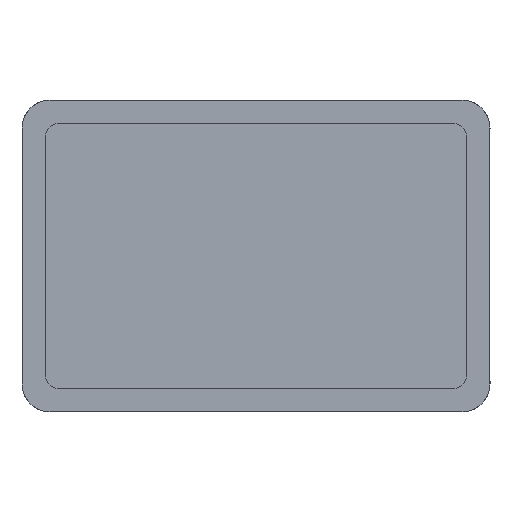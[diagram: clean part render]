
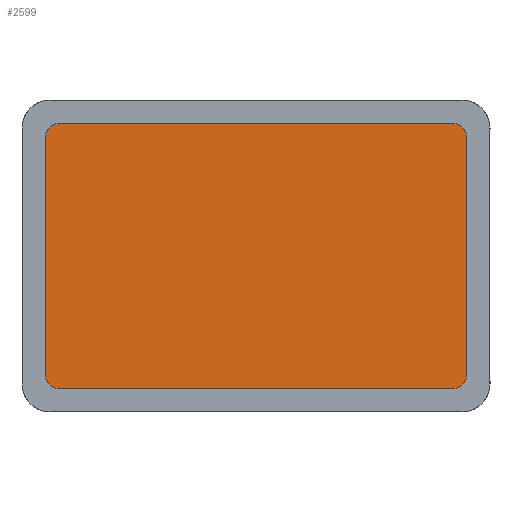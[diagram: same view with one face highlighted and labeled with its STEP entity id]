
A CAD part, front view. The second image highlights one B-rep face of the part: STEP entity #2599.
In plain terms, the highlighted planar face has unit normal (0, -1, 0).
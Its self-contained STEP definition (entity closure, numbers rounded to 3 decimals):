
#208 = VERTEX_POINT ( 'NONE', #14989 ) ;
#250 = DIRECTION ( 'NONE',  ( -1., 0., 0. ) ) ;
#305 = DIRECTION ( 'NONE',  ( 0., 0., 1. ) ) ;
#360 = ORIENTED_EDGE ( 'NONE', *, *, #8471, .F. ) ;
#397 = DIRECTION ( 'NONE',  ( 0., 0., -1. ) ) ;
#493 = CARTESIAN_POINT ( 'NONE',  ( -126., 0., -76. ) ) ;
#950 = VERTEX_POINT ( 'NONE', #1979 ) ;
#982 = DIRECTION ( 'NONE',  ( 0., 1., 0. ) ) ;
#1290 = DIRECTION ( 'NONE',  ( 0., 1., 0. ) ) ;
#1297 = VECTOR ( 'NONE', #397, 1000. ) ;
#1320 = CARTESIAN_POINT ( 'NONE',  ( -126., 0., -85. ) ) ;
#1552 = ORIENTED_EDGE ( 'NONE', *, *, #7210, .F. ) ;
#1722 = FACE_OUTER_BOUND ( 'NONE', #11974, .T. ) ;
#1744 = LINE ( 'NONE', #9262, #4644 ) ;
#1979 = CARTESIAN_POINT ( 'NONE',  ( -135., 0., 76. ) ) ;
#2319 = CARTESIAN_POINT ( 'NONE',  ( 135., 0., 76. ) ) ;
#2599 = ADVANCED_FACE ( 'NONE', ( #1722 ), #7934, .F. ) ;
#2708 = CARTESIAN_POINT ( 'NONE',  ( -126., 0., 76. ) ) ;
#2731 = ORIENTED_EDGE ( 'NONE', *, *, #13694, .F. ) ;
#2837 = ORIENTED_EDGE ( 'NONE', *, *, #9684, .F. ) ;
#2962 = DIRECTION ( 'NONE',  ( 1., 0., 0. ) ) ;
#3236 = CARTESIAN_POINT ( 'NONE',  ( 126., 0., -85. ) ) ;
#3997 = VERTEX_POINT ( 'NONE', #13776 ) ;
#4098 = DIRECTION ( 'NONE',  ( 0., 1., 0. ) ) ;
#4206 = VERTEX_POINT ( 'NONE', #2319 ) ;
#4514 = EDGE_CURVE ( 'NONE', #3997, #5417, #1744, .T. ) ;
#4644 = VECTOR ( 'NONE', #2962, 1000. ) ;
#5054 = DIRECTION ( 'NONE',  ( 0., 0., 1. ) ) ;
#5277 = VERTEX_POINT ( 'NONE', #3236 ) ;
#5287 = VERTEX_POINT ( 'NONE', #6847 ) ;
#5417 = VERTEX_POINT ( 'NONE', #6096 ) ;
#5571 = DIRECTION ( 'NONE',  ( 0., 1., 0. ) ) ;
#5733 = ORIENTED_EDGE ( 'NONE', *, *, #13527, .F. ) ;
#6075 = EDGE_CURVE ( 'NONE', #5287, #8022, #6267, .T. ) ;
#6096 = CARTESIAN_POINT ( 'NONE',  ( 126., 0., 85. ) ) ;
#6267 = CIRCLE ( 'NONE', #11486, 9. ) ;
#6556 = ORIENTED_EDGE ( 'NONE', *, *, #6075, .F. ) ;
#6624 = LINE ( 'NONE', #11611, #1297 ) ;
#6847 = CARTESIAN_POINT ( 'NONE',  ( -126., 0., -85. ) ) ;
#7210 = EDGE_CURVE ( 'NONE', #950, #3997, #7822, .T. ) ;
#7501 = CARTESIAN_POINT ( 'NONE',  ( 126., 0., -76. ) ) ;
#7701 = DIRECTION ( 'NONE',  ( 0., 1., 0. ) ) ;
#7822 = CIRCLE ( 'NONE', #13294, 9. ) ;
#7934 = PLANE ( 'NONE',  #14209 ) ;
#8022 = VERTEX_POINT ( 'NONE', #14942 ) ;
#8110 = AXIS2_PLACEMENT_3D ( 'NONE', #14635, #982, #15936 ) ;
#8471 = EDGE_CURVE ( 'NONE', #208, #5277, #10881, .T. ) ;
#8849 = DIRECTION ( 'NONE',  ( 0., 0., 1. ) ) ;
#9262 = CARTESIAN_POINT ( 'NONE',  ( -126., 0., 85. ) ) ;
#9684 = EDGE_CURVE ( 'NONE', #8022, #950, #12723, .T. ) ;
#10210 = CIRCLE ( 'NONE', #8110, 9. ) ;
#10479 = VECTOR ( 'NONE', #250, 1000. ) ;
#10531 = CARTESIAN_POINT ( 'NONE',  ( -135., 0., 76. ) ) ;
#10630 = AXIS2_PLACEMENT_3D ( 'NONE', #7501, #1290, #5054 ) ;
#10667 = VECTOR ( 'NONE', #305, 1000. ) ;
#10671 = ORIENTED_EDGE ( 'NONE', *, *, #12617, .F. ) ;
#10881 = CIRCLE ( 'NONE', #10630, 9. ) ;
#11486 = AXIS2_PLACEMENT_3D ( 'NONE', #493, #4098, #15439 ) ;
#11611 = CARTESIAN_POINT ( 'NONE',  ( 135., 0., 76. ) ) ;
#11974 = EDGE_LOOP ( 'NONE', ( #6556, #2731, #360, #10671, #5733, #13276, #1552, #2837 ) ) ;
#12512 = LINE ( 'NONE', #1320, #10479 ) ;
#12617 = EDGE_CURVE ( 'NONE', #4206, #208, #6624, .T. ) ;
#12723 = LINE ( 'NONE', #10531, #10667 ) ;
#13237 = CARTESIAN_POINT ( 'NONE',  ( -126., 0., -76. ) ) ;
#13276 = ORIENTED_EDGE ( 'NONE', *, *, #4514, .F. ) ;
#13294 = AXIS2_PLACEMENT_3D ( 'NONE', #2708, #7701, #8849 ) ;
#13527 = EDGE_CURVE ( 'NONE', #5417, #4206, #10210, .T. ) ;
#13694 = EDGE_CURVE ( 'NONE', #5277, #5287, #12512, .T. ) ;
#13776 = CARTESIAN_POINT ( 'NONE',  ( -126., 0., 85. ) ) ;
#14209 = AXIS2_PLACEMENT_3D ( 'NONE', #13237, #5571, #14379 ) ;
#14379 = DIRECTION ( 'NONE',  ( 0., 0., 1. ) ) ;
#14635 = CARTESIAN_POINT ( 'NONE',  ( 126., 0., 76. ) ) ;
#14942 = CARTESIAN_POINT ( 'NONE',  ( -135., 0., -76. ) ) ;
#14989 = CARTESIAN_POINT ( 'NONE',  ( 135., 0., -76. ) ) ;
#15439 = DIRECTION ( 'NONE',  ( 0., 0., 1. ) ) ;
#15936 = DIRECTION ( 'NONE',  ( 0., 0., 1. ) ) ;
